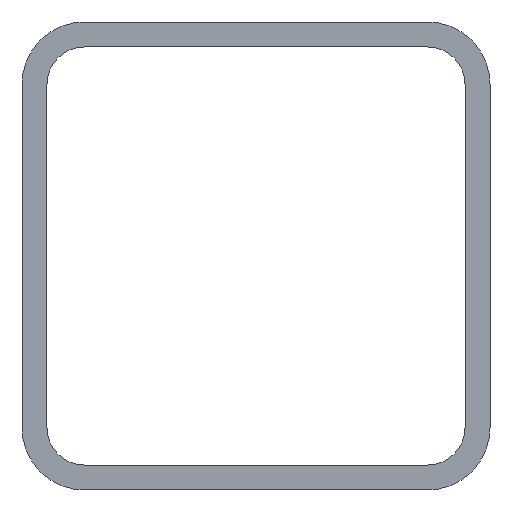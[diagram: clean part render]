
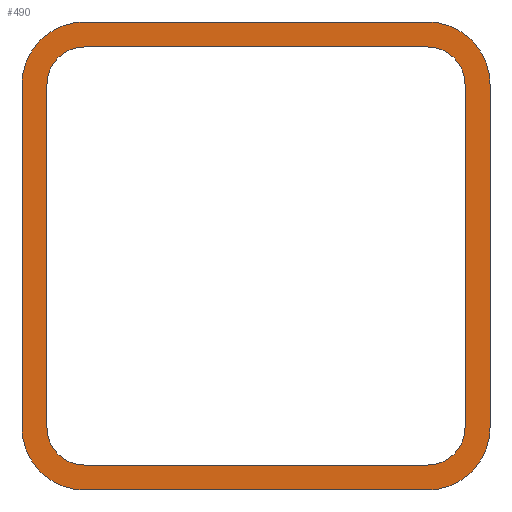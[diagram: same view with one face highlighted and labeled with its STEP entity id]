
A CAD part, left-side view. The second image highlights one B-rep face of the part: STEP entity #490.
In plain terms, the highlighted planar face has unit normal (-1, 0, 0).
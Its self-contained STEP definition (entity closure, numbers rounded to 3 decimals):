
#4 = EDGE_CURVE ( 'NONE', #432, #269, #474, .T. ) ;
#5 = CIRCLE ( 'NONE', #229, 6. ) ;
#12 = DIRECTION ( 'NONE',  ( 0., 1., 0. ) ) ;
#24 = VERTEX_POINT ( 'NONE', #242 ) ;
#25 = VECTOR ( 'NONE', #191, 1000. ) ;
#28 = ORIENTED_EDGE ( 'NONE', *, *, #113, .T. ) ;
#39 = CARTESIAN_POINT ( 'NONE',  ( -1635.5, 27.5, -37.5 ) ) ;
#42 = DIRECTION ( 'NONE',  ( 0., 1., 0. ) ) ;
#54 = EDGE_CURVE ( 'NONE', #269, #253, #208, .T. ) ;
#80 = VERTEX_POINT ( 'NONE', #567 ) ;
#89 = EDGE_CURVE ( 'NONE', #305, #217, #417, .T. ) ;
#93 = FACE_BOUND ( 'NONE', #462, .T. ) ;
#95 = PLANE ( 'NONE',  #251 ) ;
#98 = DIRECTION ( 'NONE',  ( -1., 0., 0. ) ) ;
#100 = CARTESIAN_POINT ( 'NONE',  ( -1635.5, -27.5, -27.5 ) ) ;
#101 = CARTESIAN_POINT ( 'NONE',  ( -1635.5, 33.5, -27.5 ) ) ;
#104 = DIRECTION ( 'NONE',  ( -1., 0., 0. ) ) ;
#113 = EDGE_CURVE ( 'NONE', #422, #24, #530, .T. ) ;
#127 = ORIENTED_EDGE ( 'NONE', *, *, #303, .F. ) ;
#135 = VERTEX_POINT ( 'NONE', #392 ) ;
#136 = AXIS2_PLACEMENT_3D ( 'NONE', #371, #428, #375 ) ;
#137 = CIRCLE ( 'NONE', #289, 6. ) ;
#138 = DIRECTION ( 'NONE',  ( 0., 1., 0. ) ) ;
#139 = CIRCLE ( 'NONE', #649, 10. ) ;
#150 = ORIENTED_EDGE ( 'NONE', *, *, #614, .F. ) ;
#155 = DIRECTION ( 'NONE',  ( -1., 0., 0. ) ) ;
#156 = VERTEX_POINT ( 'NONE', #457 ) ;
#159 = CARTESIAN_POINT ( 'NONE',  ( -1635.5, -33.5, 27.5 ) ) ;
#160 = CARTESIAN_POINT ( 'NONE',  ( -1635.5, -37.5, -27.5 ) ) ;
#162 = ORIENTED_EDGE ( 'NONE', *, *, #599, .F. ) ;
#163 = LINE ( 'NONE', #352, #464 ) ;
#169 = VERTEX_POINT ( 'NONE', #204 ) ;
#175 = ORIENTED_EDGE ( 'NONE', *, *, #373, .T. ) ;
#185 = DIRECTION ( 'NONE',  ( -1., 0., 0. ) ) ;
#191 = DIRECTION ( 'NONE',  ( 0., -1., 0. ) ) ;
#200 = CARTESIAN_POINT ( 'NONE',  ( -1635.5, 27.5, -27.5 ) ) ;
#203 = DIRECTION ( 'NONE',  ( -1., 0., 0. ) ) ;
#204 = CARTESIAN_POINT ( 'NONE',  ( -1635.5, 33.5, 27.5 ) ) ;
#208 = LINE ( 'NONE', #160, #438 ) ;
#212 = DIRECTION ( 'NONE',  ( 0., 0., -1. ) ) ;
#217 = VERTEX_POINT ( 'NONE', #625 ) ;
#224 = CARTESIAN_POINT ( 'NONE',  ( -1635.5, 27.5, 27.5 ) ) ;
#227 = ORIENTED_EDGE ( 'NONE', *, *, #627, .T. ) ;
#229 = AXIS2_PLACEMENT_3D ( 'NONE', #224, #378, #138 ) ;
#234 = EDGE_CURVE ( 'NONE', #156, #422, #268, .T. ) ;
#242 = CARTESIAN_POINT ( 'NONE',  ( -1635.5, 27.5, -37.5 ) ) ;
#245 = DIRECTION ( 'NONE',  ( 0., 0., -1. ) ) ;
#250 = VECTOR ( 'NONE', #212, 1000. ) ;
#251 = AXIS2_PLACEMENT_3D ( 'NONE', #284, #489, #42 ) ;
#253 = VERTEX_POINT ( 'NONE', #469 ) ;
#261 = ORIENTED_EDGE ( 'NONE', *, *, #287, .T. ) ;
#268 = LINE ( 'NONE', #270, #250 ) ;
#269 = VERTEX_POINT ( 'NONE', #621 ) ;
#270 = CARTESIAN_POINT ( 'NONE',  ( -1635.5, 37.5, -27.5 ) ) ;
#274 = ORIENTED_EDGE ( 'NONE', *, *, #493, .F. ) ;
#278 = CARTESIAN_POINT ( 'NONE',  ( -1635.5, 27.5, -33.5 ) ) ;
#279 = ORIENTED_EDGE ( 'NONE', *, *, #639, .T. ) ;
#280 = AXIS2_PLACEMENT_3D ( 'NONE', #100, #98, #342 ) ;
#282 = CARTESIAN_POINT ( 'NONE',  ( -1635.5, 37.5, -27.5 ) ) ;
#284 = CARTESIAN_POINT ( 'NONE',  ( -1635.5, 27.5, 27.5 ) ) ;
#287 = EDGE_CURVE ( 'NONE', #253, #80, #643, .T. ) ;
#289 = AXIS2_PLACEMENT_3D ( 'NONE', #601, #104, #558 ) ;
#293 = DIRECTION ( 'NONE',  ( 0., 1., 0. ) ) ;
#303 = EDGE_CURVE ( 'NONE', #400, #550, #328, .T. ) ;
#305 = VERTEX_POINT ( 'NONE', #628 ) ;
#311 = EDGE_CURVE ( 'NONE', #217, #560, #465, .T. ) ;
#324 = CARTESIAN_POINT ( 'NONE',  ( -1635.5, 27.5, 33.5 ) ) ;
#328 = LINE ( 'NONE', #324, #603 ) ;
#334 = CARTESIAN_POINT ( 'NONE',  ( -1635.5, 27.5, 37.5 ) ) ;
#336 = CIRCLE ( 'NONE', #441, 6. ) ;
#337 = DIRECTION ( 'NONE',  ( 0., -1., 0. ) ) ;
#342 = DIRECTION ( 'NONE',  ( 0., 1., 0. ) ) ;
#343 = VECTOR ( 'NONE', #581, 1000. ) ;
#345 = EDGE_CURVE ( 'NONE', #550, #169, #5, .T. ) ;
#350 = AXIS2_PLACEMENT_3D ( 'NONE', #602, #563, #510 ) ;
#352 = CARTESIAN_POINT ( 'NONE',  ( -1635.5, 27.5, 37.5 ) ) ;
#359 = ORIENTED_EDGE ( 'NONE', *, *, #415, .F. ) ;
#371 = CARTESIAN_POINT ( 'NONE',  ( -1635.5, -27.5, 27.5 ) ) ;
#373 = EDGE_CURVE ( 'NONE', #24, #432, #596, .T. ) ;
#375 = DIRECTION ( 'NONE',  ( 0., -1., 0. ) ) ;
#378 = DIRECTION ( 'NONE',  ( -1., 0., 0. ) ) ;
#380 = ORIENTED_EDGE ( 'NONE', *, *, #311, .F. ) ;
#381 = CARTESIAN_POINT ( 'NONE',  ( -1635.5, 27.5, -33.5 ) ) ;
#385 = DIRECTION ( 'NONE',  ( 0., -1., 0. ) ) ;
#392 = CARTESIAN_POINT ( 'NONE',  ( -1635.5, 33.5, -27.5 ) ) ;
#400 = VERTEX_POINT ( 'NONE', #551 ) ;
#415 = EDGE_CURVE ( 'NONE', #434, #305, #431, .T. ) ;
#417 = CIRCLE ( 'NONE', #350, 6. ) ;
#422 = VERTEX_POINT ( 'NONE', #282 ) ;
#428 = DIRECTION ( 'NONE',  ( -1., 0., 0. ) ) ;
#431 = LINE ( 'NONE', #381, #486 ) ;
#432 = VERTEX_POINT ( 'NONE', #439 ) ;
#434 = VERTEX_POINT ( 'NONE', #278 ) ;
#435 = CARTESIAN_POINT ( 'NONE',  ( -1635.5, 27.5, -27.5 ) ) ;
#438 = VECTOR ( 'NONE', #608, 1000. ) ;
#439 = CARTESIAN_POINT ( 'NONE',  ( -1635.5, -27.5, -37.5 ) ) ;
#440 = EDGE_LOOP ( 'NONE', ( #279, #466, #28, #175, #642, #507, #261, #227 ) ) ;
#441 = AXIS2_PLACEMENT_3D ( 'NONE', #435, #185, #385 ) ;
#456 = LINE ( 'NONE', #101, #633 ) ;
#457 = CARTESIAN_POINT ( 'NONE',  ( -1635.5, 37.5, 27.5 ) ) ;
#458 = VERTEX_POINT ( 'NONE', #334 ) ;
#462 = EDGE_LOOP ( 'NONE', ( #274, #150, #626, #127, #162, #380, #543, #359 ) ) ;
#463 = AXIS2_PLACEMENT_3D ( 'NONE', #200, #155, #506 ) ;
#464 = VECTOR ( 'NONE', #12, 1000. ) ;
#465 = LINE ( 'NONE', #631, #343 ) ;
#466 = ORIENTED_EDGE ( 'NONE', *, *, #234, .T. ) ;
#469 = CARTESIAN_POINT ( 'NONE',  ( -1635.5, -37.5, 27.5 ) ) ;
#474 = CIRCLE ( 'NONE', #280, 10. ) ;
#479 = DIRECTION ( 'NONE',  ( 0., 1., 0. ) ) ;
#486 = VECTOR ( 'NONE', #337, 1000. ) ;
#489 = DIRECTION ( 'NONE',  ( 1., 0., 0. ) ) ;
#490 = ADVANCED_FACE ( 'NONE', ( #537, #93 ), #95, .F. ) ;
#493 = EDGE_CURVE ( 'NONE', #135, #434, #336, .T. ) ;
#506 = DIRECTION ( 'NONE',  ( 0., -1., 0. ) ) ;
#507 = ORIENTED_EDGE ( 'NONE', *, *, #54, .T. ) ;
#509 = CARTESIAN_POINT ( 'NONE',  ( -1635.5, 27.5, 33.5 ) ) ;
#510 = DIRECTION ( 'NONE',  ( 0., 1., 0. ) ) ;
#530 = CIRCLE ( 'NONE', #463, 10. ) ;
#537 = FACE_OUTER_BOUND ( 'NONE', #440, .T. ) ;
#543 = ORIENTED_EDGE ( 'NONE', *, *, #89, .F. ) ;
#550 = VERTEX_POINT ( 'NONE', #509 ) ;
#551 = CARTESIAN_POINT ( 'NONE',  ( -1635.5, -27.5, 33.5 ) ) ;
#558 = DIRECTION ( 'NONE',  ( 0., -1., 0. ) ) ;
#560 = VERTEX_POINT ( 'NONE', #159 ) ;
#563 = DIRECTION ( 'NONE',  ( -1., 0., 0. ) ) ;
#567 = CARTESIAN_POINT ( 'NONE',  ( -1635.5, -27.5, 37.5 ) ) ;
#581 = DIRECTION ( 'NONE',  ( 0., 0., 1. ) ) ;
#596 = LINE ( 'NONE', #39, #25 ) ;
#599 = EDGE_CURVE ( 'NONE', #560, #400, #137, .T. ) ;
#601 = CARTESIAN_POINT ( 'NONE',  ( -1635.5, -27.5, 27.5 ) ) ;
#602 = CARTESIAN_POINT ( 'NONE',  ( -1635.5, -27.5, -27.5 ) ) ;
#603 = VECTOR ( 'NONE', #479, 1000. ) ;
#607 = CARTESIAN_POINT ( 'NONE',  ( -1635.5, 27.5, 27.5 ) ) ;
#608 = DIRECTION ( 'NONE',  ( 0., 0., 1. ) ) ;
#614 = EDGE_CURVE ( 'NONE', #169, #135, #456, .T. ) ;
#621 = CARTESIAN_POINT ( 'NONE',  ( -1635.5, -37.5, -27.5 ) ) ;
#625 = CARTESIAN_POINT ( 'NONE',  ( -1635.5, -33.5, -27.5 ) ) ;
#626 = ORIENTED_EDGE ( 'NONE', *, *, #345, .F. ) ;
#627 = EDGE_CURVE ( 'NONE', #80, #458, #163, .T. ) ;
#628 = CARTESIAN_POINT ( 'NONE',  ( -1635.5, -27.5, -33.5 ) ) ;
#631 = CARTESIAN_POINT ( 'NONE',  ( -1635.5, -33.5, -27.5 ) ) ;
#633 = VECTOR ( 'NONE', #245, 1000. ) ;
#639 = EDGE_CURVE ( 'NONE', #458, #156, #139, .T. ) ;
#642 = ORIENTED_EDGE ( 'NONE', *, *, #4, .T. ) ;
#643 = CIRCLE ( 'NONE', #136, 10. ) ;
#649 = AXIS2_PLACEMENT_3D ( 'NONE', #607, #203, #293 ) ;
